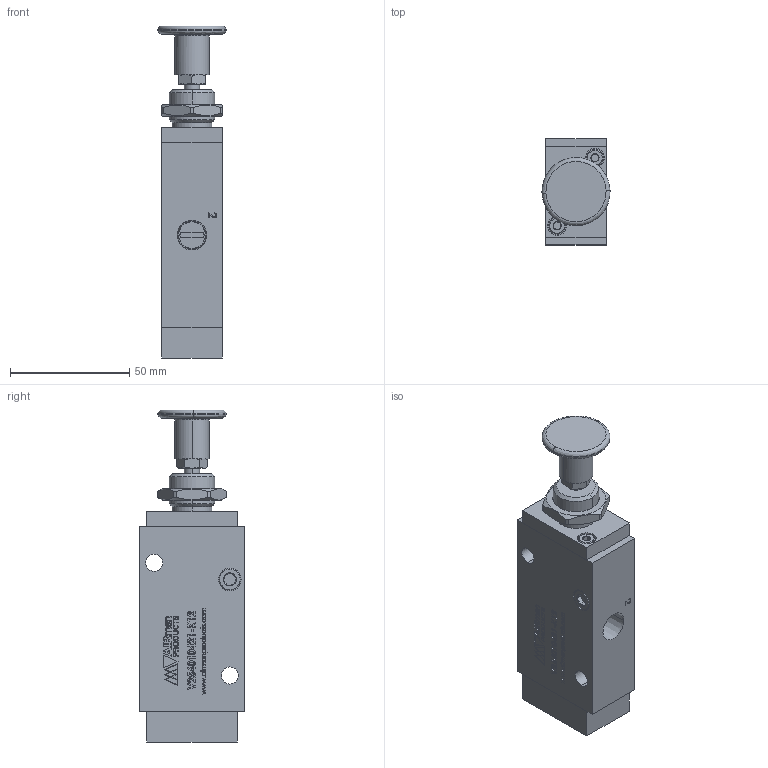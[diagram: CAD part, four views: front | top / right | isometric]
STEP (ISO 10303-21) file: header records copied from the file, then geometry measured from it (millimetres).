
FILE_DESCRIPTION (( 'STEP AP214' ), '1' );
FILE_NAME ('V254010421-K12-VALVE-.25-NPT-3-2-PP-AP.STEP', '2021-07-30T12:15:18', ( '' ), ( '' ), 'SwSTEP 2.0', 'SolidWorks 2018', '' );
FILE_SCHEMA (( 'AUTOMOTIVE_DESIGN' ));
Length unit declared in the file: inch
Products named in the file (1): V254010421-K12-VALVE-.25-NPT-3-2-PP-AP
Bounding box: 28.57 x 44.45 x 139.38 mm (x, y, z)
Volume: 110222.2 mm3; surface area: 23312.7 mm2
Topology: 1 solids, 1 shells, 1581 faces, 4104 edges, 2703 vertices
Faces by surface type: plane 887, bspline 551, cone 89, cylinder 54
Entity records: 93761 total; most frequent: CARTESIAN_POINT 38219, ORIENTED_EDGE 8208, DIRECTION 5198, EDGE_CURVE 4104, LINE 2710, VECTOR 2710, VERTEX_POINT 2703, EDGE_LOOP 1763
